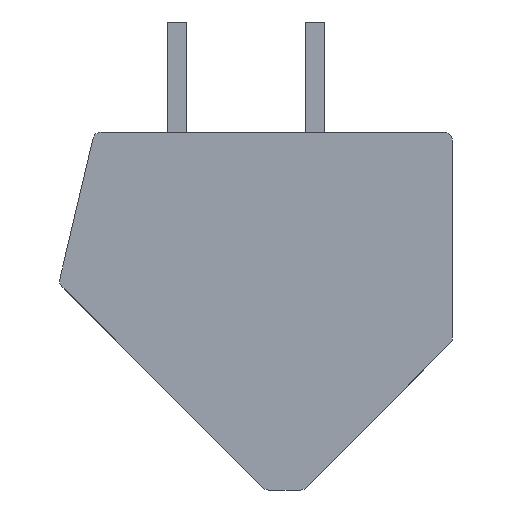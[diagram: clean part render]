
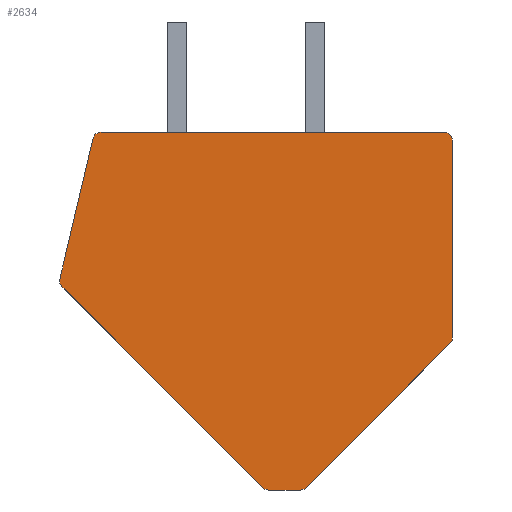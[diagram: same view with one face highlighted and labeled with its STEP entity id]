
A CAD part, front view. The second image highlights one B-rep face of the part: STEP entity #2634.
In plain terms, the highlighted planar face has unit normal (0, -1, 0).
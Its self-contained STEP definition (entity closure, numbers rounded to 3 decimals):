
#503=CARTESIAN_POINT('',(1.626,-3.54,-6.2));
#504=DIRECTION('',(0.,-1.,0.));
#505=DIRECTION('',(0.,0.,-1.));
#506=AXIS2_PLACEMENT_3D('',#503,#504,#505);
#508=DIRECTION('',(1.,0.,0.));
#509=VECTOR('',#508,1.151);
#510=CARTESIAN_POINT('',(0.474,-3.54,-6.5));
#511=LINE('',#510,#509);
#512=CARTESIAN_POINT('',(0.474,-3.54,-6.2));
#513=DIRECTION('',(0.,-1.,0.));
#514=DIRECTION('',(-0.707,0.,-0.707));
#515=AXIS2_PLACEMENT_3D('',#512,#513,#514);
#517=DIRECTION('',(0.707,0.,-0.707));
#518=VECTOR('',#517,10.315);
#519=CARTESIAN_POINT('',(-7.032,-3.54,0.882));
#520=LINE('',#519,#518);
#521=CARTESIAN_POINT('',(-6.82,-3.54,1.094));
#522=DIRECTION('',(0.,-1.,0.));
#523=DIRECTION('',(-0.973,0.,0.23));
#524=AXIS2_PLACEMENT_3D('',#521,#522,#523);
#526=DIRECTION('',(-0.23,0.,-0.973));
#527=VECTOR('',#526,5.247);
#528=CARTESIAN_POINT('',(-5.905,-3.54,6.269));
#529=LINE('',#528,#527);
#530=CARTESIAN_POINT('',(-5.613,-3.54,6.2));
#531=DIRECTION('',(0.,-1.,0.));
#532=DIRECTION('',(0.,0.,1.));
#533=AXIS2_PLACEMENT_3D('',#530,#531,#532);
#535=DIRECTION('',(-1.,0.,0.));
#536=VECTOR('',#535,12.463);
#537=CARTESIAN_POINT('',(6.85,-3.54,6.5));
#538=LINE('',#537,#536);
#539=CARTESIAN_POINT('',(6.85,-3.54,6.2));
#540=DIRECTION('',(0.,-1.,0.));
#541=DIRECTION('',(1.,0.,0.));
#542=AXIS2_PLACEMENT_3D('',#539,#540,#541);
#544=DIRECTION('',(0.,0.,1.));
#545=VECTOR('',#544,7.176);
#546=CARTESIAN_POINT('',(7.15,-3.54,-0.976));
#547=LINE('',#546,#545);
#548=CARTESIAN_POINT('',(6.85,-3.54,-0.976));
#549=DIRECTION('',(0.,-1.,0.));
#550=DIRECTION('',(0.707,0.,-0.707));
#551=AXIS2_PLACEMENT_3D('',#548,#549,#550);
#553=DIRECTION('',(0.707,0.,0.707));
#554=VECTOR('',#553,7.388);
#555=CARTESIAN_POINT('',(1.838,-3.54,-6.412));
#556=LINE('',#555,#554);
#1661=CARTESIAN_POINT('',(1.626,-3.54,-6.5));
#1662=CARTESIAN_POINT('',(1.838,-3.54,-6.412));
#1663=VERTEX_POINT('',#1661);
#1664=VERTEX_POINT('',#1662);
#1665=CARTESIAN_POINT('',(7.062,-3.54,-1.188));
#1666=VERTEX_POINT('',#1665);
#1667=CARTESIAN_POINT('',(7.15,-3.54,-0.976));
#1668=VERTEX_POINT('',#1667);
#1669=CARTESIAN_POINT('',(7.15,-3.54,6.2));
#1670=VERTEX_POINT('',#1669);
#1671=CARTESIAN_POINT('',(6.85,-3.54,6.5));
#1672=VERTEX_POINT('',#1671);
#1673=CARTESIAN_POINT('',(-5.613,-3.54,6.5));
#1674=VERTEX_POINT('',#1673);
#1675=CARTESIAN_POINT('',(-5.905,-3.54,6.269));
#1676=VERTEX_POINT('',#1675);
#1677=CARTESIAN_POINT('',(-7.112,-3.54,1.163));
#1678=VERTEX_POINT('',#1677);
#1679=CARTESIAN_POINT('',(-7.032,-3.54,0.882));
#1680=VERTEX_POINT('',#1679);
#1681=CARTESIAN_POINT('',(0.262,-3.54,-6.412));
#1682=VERTEX_POINT('',#1681);
#1683=CARTESIAN_POINT('',(0.474,-3.54,-6.5));
#1684=VERTEX_POINT('',#1683);
#2615=CARTESIAN_POINT('',(0.,-3.54,0.));
#2616=DIRECTION('',(0.,-1.,0.));
#2617=DIRECTION('',(-1.,0.,0.));
#2618=AXIS2_PLACEMENT_3D('',#2615,#2616,#2617);
#2619=PLANE('',#2618);
#2620=ORIENTED_EDGE('',*,*,#2204,.F.);
#2621=ORIENTED_EDGE('',*,*,#2219,.F.);
#2622=ORIENTED_EDGE('',*,*,#2233,.F.);
#2623=ORIENTED_EDGE('',*,*,#2247,.F.);
#2624=ORIENTED_EDGE('',*,*,#2361,.F.);
#2625=ORIENTED_EDGE('',*,*,#2375,.F.);
#2626=ORIENTED_EDGE('',*,*,#2389,.F.);
#2627=ORIENTED_EDGE('',*,*,#2403,.F.);
#2628=ORIENTED_EDGE('',*,*,#2517,.F.);
#2629=ORIENTED_EDGE('',*,*,#2531,.F.);
#2630=ORIENTED_EDGE('',*,*,#2545,.F.);
#2631=ORIENTED_EDGE('',*,*,#2558,.F.);
#2632=EDGE_LOOP('',(#2620,#2621,#2622,#2623,#2624,#2625,#2626,#2627,#2628,#2629,
#2630,#2631));
#2633=FACE_OUTER_BOUND('',#2632,.F.);
#2634=ADVANCED_FACE('',(#2633),#2619,.T.);
#507=CIRCLE('',#506,0.3);
#516=CIRCLE('',#515,0.3);
#525=CIRCLE('',#524,0.3);
#534=CIRCLE('',#533,0.3);
#543=CIRCLE('',#542,0.3);
#552=CIRCLE('',#551,0.3);
#2204=EDGE_CURVE('',#1663,#1664,#507,.T.);
#2219=EDGE_CURVE('',#1684,#1663,#511,.T.);
#2233=EDGE_CURVE('',#1682,#1684,#516,.T.);
#2247=EDGE_CURVE('',#1680,#1682,#520,.T.);
#2361=EDGE_CURVE('',#1678,#1680,#525,.T.);
#2375=EDGE_CURVE('',#1676,#1678,#529,.T.);
#2389=EDGE_CURVE('',#1674,#1676,#534,.T.);
#2403=EDGE_CURVE('',#1672,#1674,#538,.T.);
#2517=EDGE_CURVE('',#1670,#1672,#543,.T.);
#2531=EDGE_CURVE('',#1668,#1670,#547,.T.);
#2545=EDGE_CURVE('',#1666,#1668,#552,.T.);
#2558=EDGE_CURVE('',#1664,#1666,#556,.T.);
